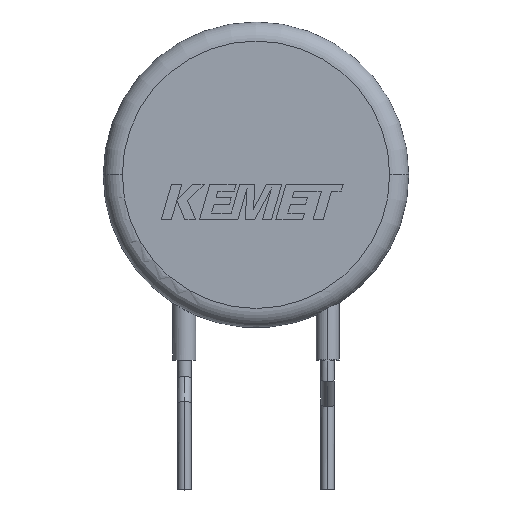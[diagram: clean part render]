
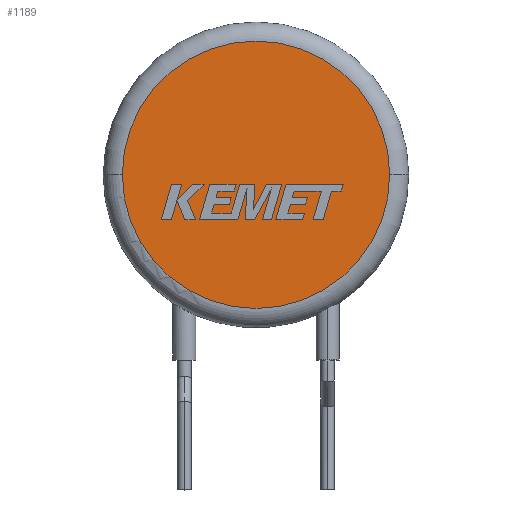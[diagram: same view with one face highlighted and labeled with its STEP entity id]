
A CAD part, top view. The second image highlights one B-rep face of the part: STEP entity #1189.
In plain terms, the highlighted planar face has unit normal (0, 0, 1).
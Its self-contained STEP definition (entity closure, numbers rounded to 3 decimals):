
#241 = AXIS2_PLACEMENT_3D ( 'NONE', #900, #2036, #515 ) ;
#398 = AXIS2_PLACEMENT_3D ( 'NONE', #947, #2073, #3198 ) ;
#421 = EDGE_LOOP ( 'NONE', ( #1565, #425 ) ) ;
#425 = ORIENTED_EDGE ( 'NONE', *, *, #3606, .T. ) ;
#515 = DIRECTION ( 'NONE',  ( 1., 0., 0. ) ) ;
#655 = CARTESIAN_POINT ( 'NONE',  ( -7., 0., 5. ) ) ;
#676 = EDGE_CURVE ( 'NONE', #1127, #694, #2178, .T. ) ;
#694 = VERTEX_POINT ( 'NONE', #655 ) ;
#900 = CARTESIAN_POINT ( 'NONE',  ( 0., 0., 5. ) ) ;
#947 = CARTESIAN_POINT ( 'NONE',  ( 0., 0., 5. ) ) ;
#1077 = AXIS2_PLACEMENT_3D ( 'NONE', #2720, #2697, #2398 ) ;
#1127 = VERTEX_POINT ( 'NONE', #2941 ) ;
#1189 = ADVANCED_FACE ( 'NONE', ( #2989 ), #3265, .T. ) ;
#1378 = CIRCLE ( 'NONE', #241, 7. ) ;
#1565 = ORIENTED_EDGE ( 'NONE', *, *, #676, .T. ) ;
#2036 = DIRECTION ( 'NONE',  ( 0., 0., 1. ) ) ;
#2073 = DIRECTION ( 'NONE',  ( 0., 0., 1. ) ) ;
#2178 = CIRCLE ( 'NONE', #398, 7. ) ;
#2398 = DIRECTION ( 'NONE',  ( 1., 0., 0. ) ) ;
#2697 = DIRECTION ( 'NONE',  ( 0., 0., 1. ) ) ;
#2720 = CARTESIAN_POINT ( 'NONE',  ( 0., 0., 5. ) ) ;
#2941 = CARTESIAN_POINT ( 'NONE',  ( 7., 0., 5. ) ) ;
#2989 = FACE_OUTER_BOUND ( 'NONE', #421, .T. ) ;
#3198 = DIRECTION ( 'NONE',  ( 1., 0., 0. ) ) ;
#3265 = PLANE ( 'NONE',  #1077 ) ;
#3606 = EDGE_CURVE ( 'NONE', #694, #1127, #1378, .T. ) ;
